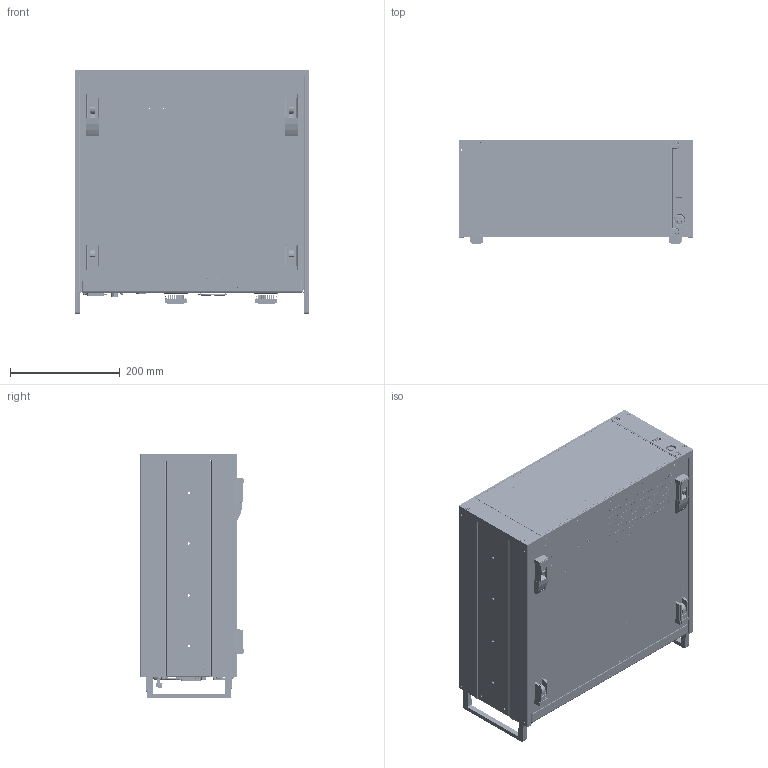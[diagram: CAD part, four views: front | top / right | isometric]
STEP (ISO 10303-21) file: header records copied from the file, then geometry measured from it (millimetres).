
FILE_DESCRIPTION (( 'STEP AP214' ), '1' );
FILE_NAME ('19100 CPC6050 DESKTOP VERSION 2.STEP', '2015-08-26T13:42:15', ( 'ZamoraH' ), ( 'Microsoft' ), 'SwSTEP 2.0', 'SolidWorks 2012', '' );
FILE_SCHEMA (( 'AUTOMOTIVE_DESIGN' ));
Length unit declared in the file: inch
Products named in the file (1): 19100 CPC6050 DESKTOP VERSION 2
Bounding box: 428.12 x 188.9 x 446.6 mm (x, y, z)
Surface area: 1355152.9 mm2 (no closed solid volume)
Topology: 0 solids, 394 shells, 2967 faces, 15285 edges, 12577 vertices
Faces by surface type: cylinder 1551, plane 1149, cone 103, bspline 98, torus 56, sphere 10
Entity records: 207554 total; most frequent: CARTESIAN_POINT 48126, DIRECTION 24118, ORIENTED_EDGE 21075, EDGE_CURVE 15285, VERTEX_POINT 12577, VECTOR 8984, LINE 8984, AXIS2_PLACEMENT_3D 7567
